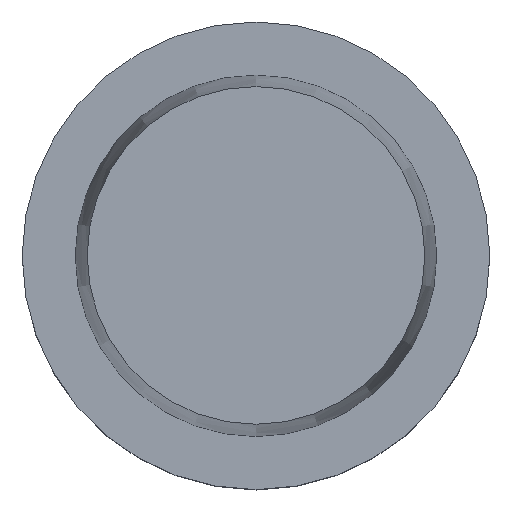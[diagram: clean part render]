
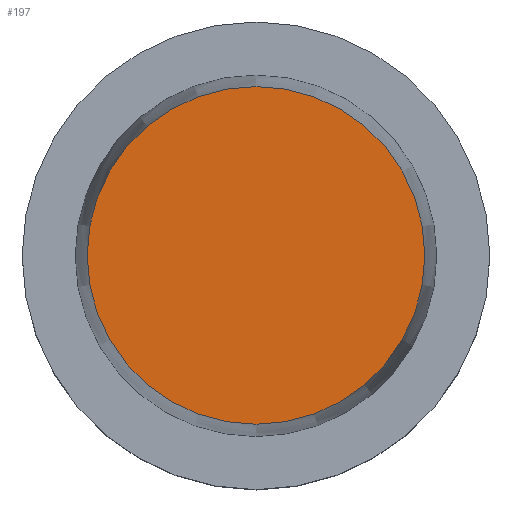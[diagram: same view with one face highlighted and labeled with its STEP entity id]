
A CAD part, top view. The second image highlights one B-rep face of the part: STEP entity #197.
In plain terms, the highlighted planar face has unit normal (0, 0, 1).
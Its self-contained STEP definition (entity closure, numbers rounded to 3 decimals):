
#197=ADVANCED_FACE('',(#208),#206,.F.);
#206=PLANE('',#566);
#208=FACE_OUTER_BOUND('',#258,.T.);
#258=EDGE_LOOP('',(#310));
#310=ORIENTED_EDGE('',*,*,#365,.F.);
#338=VERTEX_POINT('',#809);
#365=EDGE_CURVE('',#338,#338,#391,.T.);
#391=CIRCLE('',#565,22.722);
#565=AXIS2_PLACEMENT_3D('',#808,#693,#694);
#566=AXIS2_PLACEMENT_3D('',#810,#695,#696);
#693=DIRECTION('',(0.,0.,-1.));
#694=DIRECTION('',(0.,-1.,0.));
#695=DIRECTION('',(0.,0.,-1.));
#696=DIRECTION('',(0.,-1.,0.));
#808=CARTESIAN_POINT('',(0.,0.,31.9));
#809=CARTESIAN_POINT('',(0.,-22.722,31.9));
#810=CARTESIAN_POINT('',(0.,0.,31.9));
